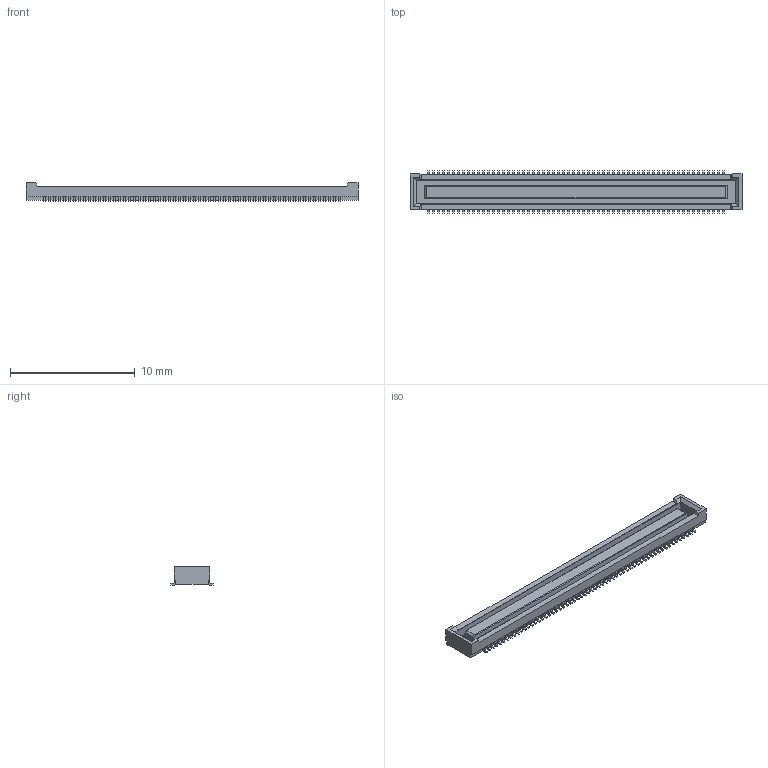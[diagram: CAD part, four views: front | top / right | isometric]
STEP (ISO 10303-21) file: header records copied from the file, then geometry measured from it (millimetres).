
FILE_DESCRIPTION(('Creo Elements/Direct Modeling STEP Export'),'2;1');
FILE_NAME('DF40C-120DS.stp','2021-03-04T 9:29:31',(''),(''),'Creo Elements/Direct Modeling STEP processor for AP214 (Solid Model)','Creo Elements/Direct Modeling 19.0F 14-Feb-2017 (C) Parametric Technology GmbH','');
FILE_SCHEMA(('AUTOMOTIVE_DESIGN { 1 0 10303 214 1 1 1 1 }'));
Length unit declared in the file: millimetre
Products named in the file (2): DF40C-120DS.PRT
Assembly tree (1 placements, depth 2):
  DF40C-120DS.PRT
    DF40C-120DS.PRT
Bounding box: 26.6 x 3.38 x 1.45 mm (x, y, z)
Volume: 66.5 mm3; surface area: 339.9 mm2
Topology: 1 solids, 1 shells, 1255 faces, 3372 edges, 2240 vertices
Faces by surface type: plane 1015, cylinder 240
Entity records: 48939 total; most frequent: CARTESIAN_POINT 6869, ORIENTED_EDGE 6744, DIRECTION 6366, EDGE_CURVE 3372, VECTOR 2892, LINE 2892, VERTEX_POINT 2240, AXIS2_PLACEMENT_3D 1737
